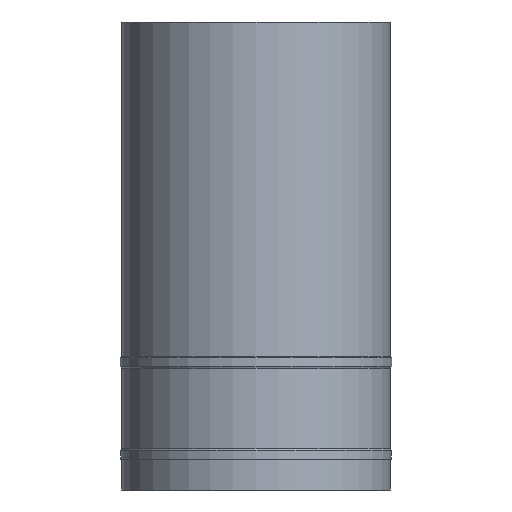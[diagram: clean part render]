
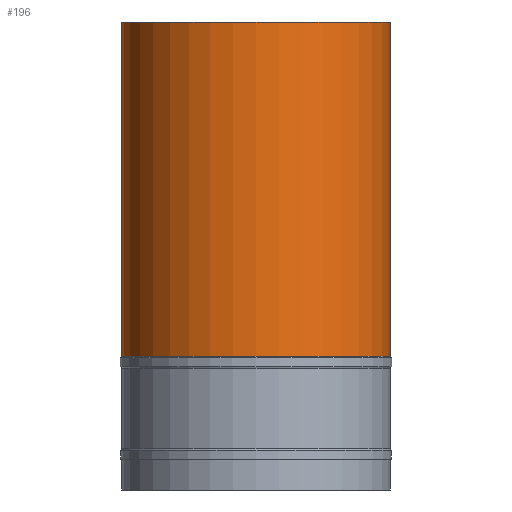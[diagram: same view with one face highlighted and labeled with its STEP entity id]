
A CAD part, front view. The second image highlights one B-rep face of the part: STEP entity #196.
In plain terms, the highlighted cylindrical face has radius 387.35 mm (diameter 774.7 mm), a full revolution.
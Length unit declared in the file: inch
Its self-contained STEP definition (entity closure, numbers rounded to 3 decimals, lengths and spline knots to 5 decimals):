
#27=CYLINDRICAL_SURFACE('',#236,15.25);
#42=FACE_BOUND('',#88,.T.);
#59=FACE_OUTER_BOUND('',#87,.T.);
#87=EDGE_LOOP('',(#172));
#88=EDGE_LOOP('',(#173));
#102=CIRCLE('',#216,15.25);
#113=CIRCLE('',#235,15.25);
#119=VERTEX_POINT('',#324);
#130=VERTEX_POINT('',#354);
#136=EDGE_CURVE('',#119,#119,#102,.T.);
#147=EDGE_CURVE('',#130,#130,#113,.T.);
#172=ORIENTED_EDGE('',*,*,#136,.F.);
#173=ORIENTED_EDGE('',*,*,#147,.F.);
#196=ADVANCED_FACE('',(#59,#42),#27,.T.);
#216=AXIS2_PLACEMENT_3D('',#325,#258,#259);
#235=AXIS2_PLACEMENT_3D('',#355,#296,#297);
#236=AXIS2_PLACEMENT_3D('',#356,#298,#299);
#258=DIRECTION('center_axis',(0.,0.,1.));
#259=DIRECTION('ref_axis',(-1.,0.,0.));
#296=DIRECTION('center_axis',(0.,0.,-1.));
#297=DIRECTION('ref_axis',(-1.,0.,0.));
#298=DIRECTION('center_axis',(0.,0.,1.));
#299=DIRECTION('ref_axis',(-1.,0.,0.));
#324=CARTESIAN_POINT('',(15.25,0.,53.22835));
#325=CARTESIAN_POINT('Origin',(0.,0.,53.22835));
#354=CARTESIAN_POINT('',(15.25,0.,15.2266));
#355=CARTESIAN_POINT('Origin',(0.,0.,15.2266));
#356=CARTESIAN_POINT('Origin',(0.,0.,0.));
